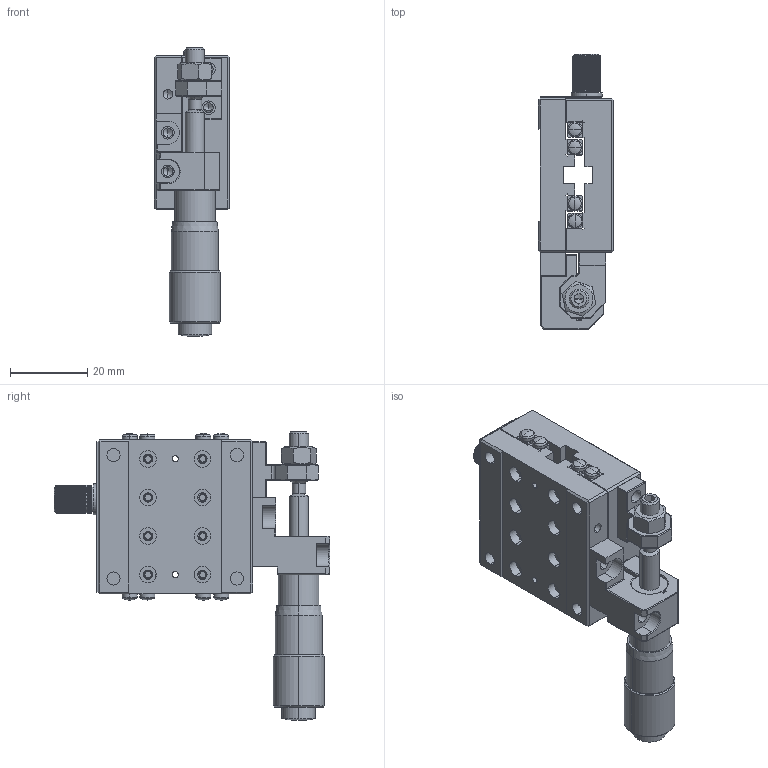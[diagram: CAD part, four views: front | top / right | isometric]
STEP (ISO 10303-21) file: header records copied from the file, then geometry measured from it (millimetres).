
FILE_DESCRIPTION (( 'STEP AP203' ), '1' );
FILE_NAME ('516311.STEP', '2025-07-08T03:28:01', ( '' ), ( '' ), 'SwSTEP 2.0', 'SolidWorks 2020', '' );
FILE_SCHEMA (( 'CONFIG_CONTROL_DESIGN' ));
Length unit declared in the file: millimetre
Products named in the file (1): 516311
Bounding box: 19.53 x 71.3 x 74.69 mm (x, y, z)
Volume: 33887.5 mm3; surface area: 25542.7 mm2
Topology: 15 solids, 15 shells, 1105 faces, 2919 edges, 1825 vertices
Faces by surface type: cylinder 547, plane 344, cone 156, torus 32, bspline 26
Entity records: 35493 total; most frequent: CARTESIAN_POINT 8505, ORIENTED_EDGE 5710, DIRECTION 5502, EDGE_CURVE 2855, AXIS2_PLACEMENT_3D 2086, VERTEX_POINT 1825, VECTOR 1330, LINE 1330
